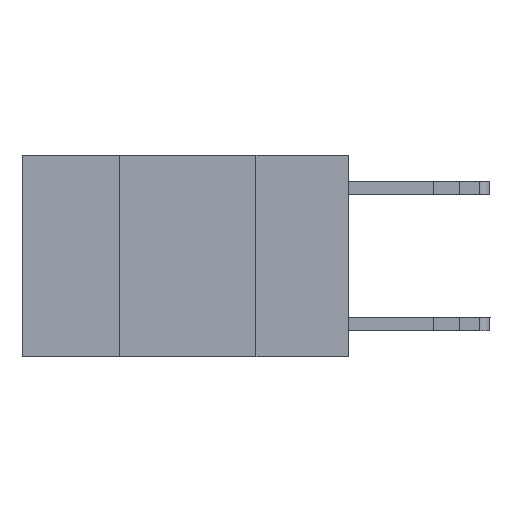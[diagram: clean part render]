
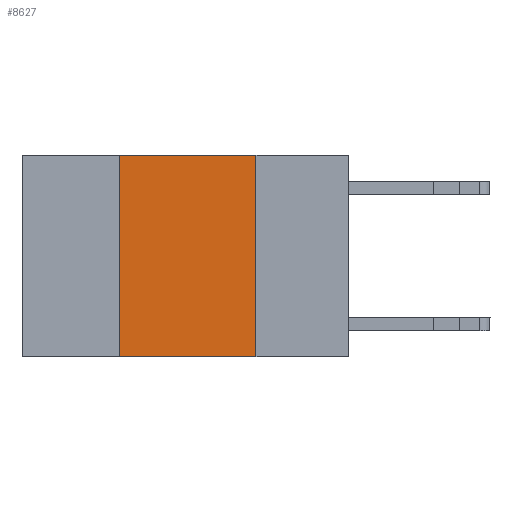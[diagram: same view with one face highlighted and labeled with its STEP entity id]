
A CAD part, left-side view. The second image highlights one B-rep face of the part: STEP entity #8627.
In plain terms, the highlighted planar face has unit normal (-1, 0, 0).
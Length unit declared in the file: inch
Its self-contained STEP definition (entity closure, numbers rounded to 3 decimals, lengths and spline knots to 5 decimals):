
#531 = AXIS2_PLACEMENT_3D ( 'NONE', #2274, #11379, #3611 ) ;
#543 = FACE_OUTER_BOUND ( 'NONE', #3383, .T. ) ;
#553 = ORIENTED_EDGE ( 'NONE', *, *, #5512, .F. ) ;
#2274 = CARTESIAN_POINT ( 'NONE',  ( 0., 0.6, 0. ) ) ;
#2791 = DIRECTION ( 'NONE',  ( 0., 0., 1. ) ) ;
#3383 = EDGE_LOOP ( 'NONE', ( #10579, #553, #7569, #14337 ) ) ;
#3439 = DIRECTION ( 'NONE',  ( 0., -1., 0. ) ) ;
#3469 = LINE ( 'NONE', #16628, #10772 ) ;
#3611 = DIRECTION ( 'NONE',  ( 0., 0., -1. ) ) ;
#4406 = VERTEX_POINT ( 'NONE', #14424 ) ;
#4885 = LINE ( 'NONE', #9950, #15137 ) ;
#5336 = VERTEX_POINT ( 'NONE', #14952 ) ;
#5512 = EDGE_CURVE ( 'NONE', #5336, #4406, #11061, .T. ) ;
#6694 = CARTESIAN_POINT ( 'NONE',  ( 0., 0.42, 0. ) ) ;
#7176 = VERTEX_POINT ( 'NONE', #7185 ) ;
#7185 = CARTESIAN_POINT ( 'NONE',  ( 0., 0.17, -0.37 ) ) ;
#7569 = ORIENTED_EDGE ( 'NONE', *, *, #9417, .F. ) ;
#7631 = VECTOR ( 'NONE', #8880, 39.37008 ) ;
#8577 = EDGE_CURVE ( 'NONE', #12247, #7176, #4885, .T. ) ;
#8627 = ADVANCED_FACE ( 'NONE', ( #543 ), #12588, .F. ) ;
#8880 = DIRECTION ( 'NONE',  ( 0., -1., 0. ) ) ;
#9008 = DIRECTION ( 'NONE',  ( 0., 0., -1. ) ) ;
#9417 = EDGE_CURVE ( 'NONE', #12247, #5336, #15102, .T. ) ;
#9950 = CARTESIAN_POINT ( 'NONE',  ( 0., 0.6, -0.37 ) ) ;
#10579 = ORIENTED_EDGE ( 'NONE', *, *, #11166, .F. ) ;
#10772 = VECTOR ( 'NONE', #9008, 39.37008 ) ;
#11061 = LINE ( 'NONE', #13950, #7631 ) ;
#11166 = EDGE_CURVE ( 'NONE', #4406, #7176, #3469, .T. ) ;
#11379 = DIRECTION ( 'NONE',  ( 1., 0., 0. ) ) ;
#11745 = VECTOR ( 'NONE', #2791, 39.37008 ) ;
#11879 = CARTESIAN_POINT ( 'NONE',  ( 0., 0.42, -0.37 ) ) ;
#12247 = VERTEX_POINT ( 'NONE', #11879 ) ;
#12588 = PLANE ( 'NONE',  #531 ) ;
#13950 = CARTESIAN_POINT ( 'NONE',  ( 0., 0.6, 0. ) ) ;
#14337 = ORIENTED_EDGE ( 'NONE', *, *, #8577, .T. ) ;
#14424 = CARTESIAN_POINT ( 'NONE',  ( 0., 0.17, 0. ) ) ;
#14952 = CARTESIAN_POINT ( 'NONE',  ( 0., 0.42, 0. ) ) ;
#15102 = LINE ( 'NONE', #6694, #11745 ) ;
#15137 = VECTOR ( 'NONE', #3439, 39.37008 ) ;
#16628 = CARTESIAN_POINT ( 'NONE',  ( 0., 0.17, 0. ) ) ;
